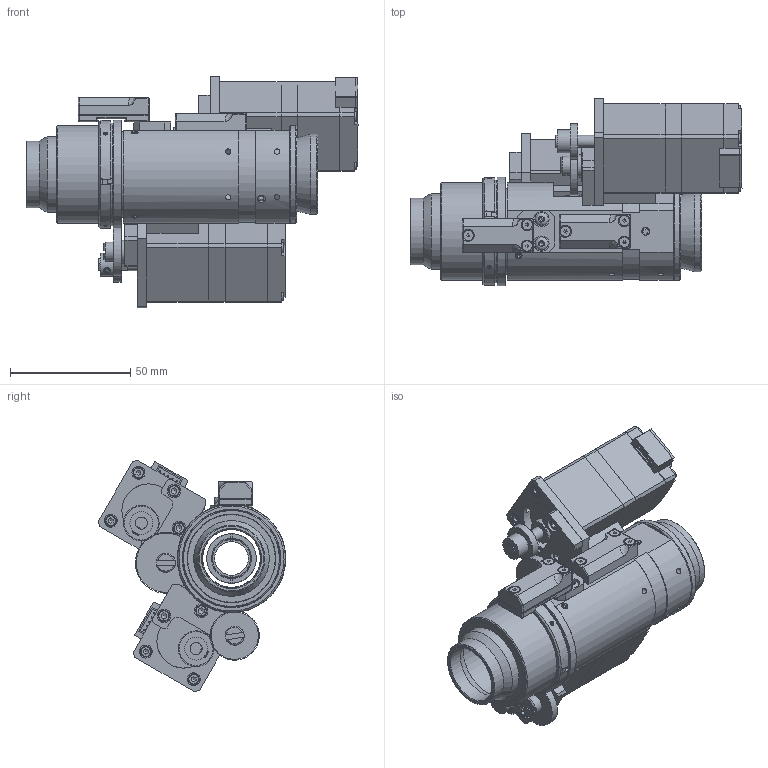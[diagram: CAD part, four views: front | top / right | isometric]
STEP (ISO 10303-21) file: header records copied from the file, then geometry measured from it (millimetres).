
FILE_DESCRIPTION(/* description */ ('MOUNT, ZOOM'),/* implementation_level */ '2;1');
FILE_NAME(/* name */ '64426_0.stp',/* time_stamp */ '2015-04-07T14:20:02-04:00',/* author */ ('BONAFEDE'),/* organization */ ('NAVITAR'),/* preprocessor_version */ 'ST-DEVELOPER v15.6',/* originating_system */ 'Autodesk Inventor 2015',/* authorisation */ '');
FILE_SCHEMA (('AUTOMOTIVE_DESIGN { 1 0 10303 214 3 1 1 }'));
Length unit declared in the file: inch
Products named in the file (49): 60404; 62332; 64288; 62325; 64287; 7007; 8250; 7326; 7004; 7108; 62327; 7449; 61358; 51973; 7351; 7183; 7015; 40050; 40190; 7088; 60064; 60066; 60067; 6226; 5402; 7008; 60561; 60138; 60562; 62323; 62513; 7138; 7139; 62328; 62333; 7448; 7474; 6297; 6296; 60403-R ...
Bounding box: 138.06 x 78 x 96.25 mm (x, y, z)
Volume: 179627.3 mm3; surface area: 108864.1 mm2
Topology: 90 solids, 96 shells, 1776 faces, 4165 edges, 2700 vertices
Faces by surface type: plane 988, cylinder 527, cone 185, sphere 29, bspline 26, torus 21
Full cylindrical faces by diameter (mm): 0.5 x10, 0.508 x4, 1.702 x13, 1.938 x8, 1.948 x8, 2.159 x25, 2.184 x20, 2.286 x2, 2.5 x16, 2.54 x1, 2.692 x6, 2.845 x33, 2.896 x8, 3.302 x7, 3.454 x6, 3.556 x1, 3.785 x1, 4 x8, 4.166 x5, 4.267 x6, 4.5 x8, 4.648 x12, 4.75 x3, 4.762 x2, 5 x2, 5.004 x2, 5.41 x8, 5.588 x4, 6.35 x2, 7.938 x2
Entity records: 29257 total; most frequent: CARTESIAN_POINT 7904, DIRECTION 4345, ORIENTED_EDGE 3604, EDGE_CURVE 1807, AXIS2_PLACEMENT_3D 1699, EDGE_LOOP 1369, VERTEX_POINT 1324, LINE 947
